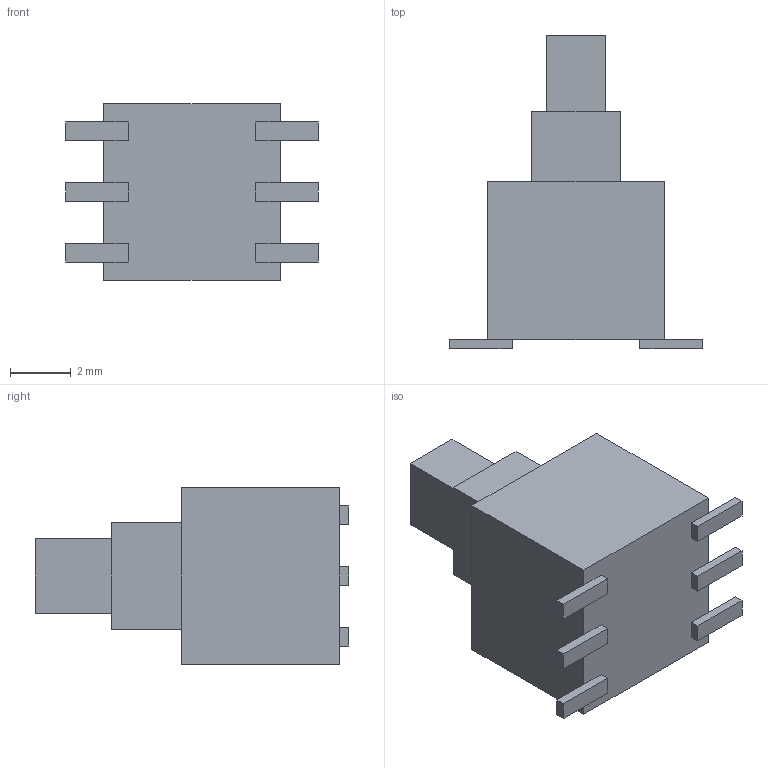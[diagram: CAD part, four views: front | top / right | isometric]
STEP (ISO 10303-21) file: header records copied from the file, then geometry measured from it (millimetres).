
FILE_DESCRIPTION(/* description */ (''),/* implementation_level */ '2;1');
FILE_NAME(/* name */ 'XKB5858-X-TP v0.step',/* time_stamp */ '2019-10-20T20:00:52+02:00',/* author */ (''),/* organization */ (''),/* preprocessor_version */ 'ST-DEVELOPER v18',/* originating_system */ 'Autodesk Translation Framework v8.6.0.1094',/* authorisation */ '');
FILE_SCHEMA (('AUTOMOTIVE_DESIGN { 1 0 10303 214 3 1 1 }'));
Length unit declared in the file: millimetre
Products named in the file (1): XKB5858-X-TP
Bounding box: 8.3 x 10.3 x 5.8 mm (x, y, z)
Volume: 212.4 mm3; surface area: 284 mm2
Topology: 8 solids, 8 shells, 53 faces, 108 edges, 72 vertices
Faces by surface type: plane 53
Entity records: 1402 total; most frequent: CARTESIAN_POINT 234, ORIENTED_EDGE 216, DIRECTION 216, LINE 108, VECTOR 108, EDGE_CURVE 108, VERTEX_POINT 72, EDGE_LOOP 54
